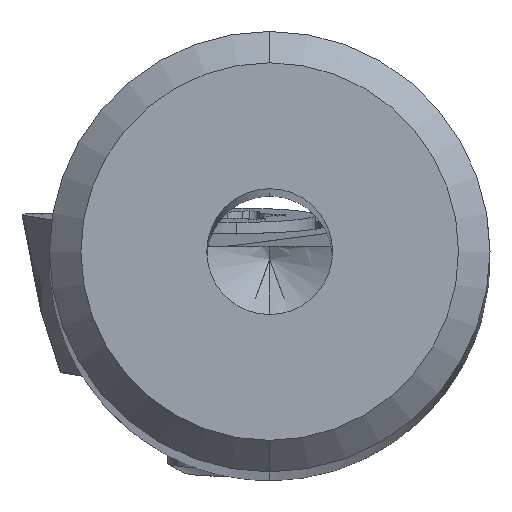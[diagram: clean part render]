
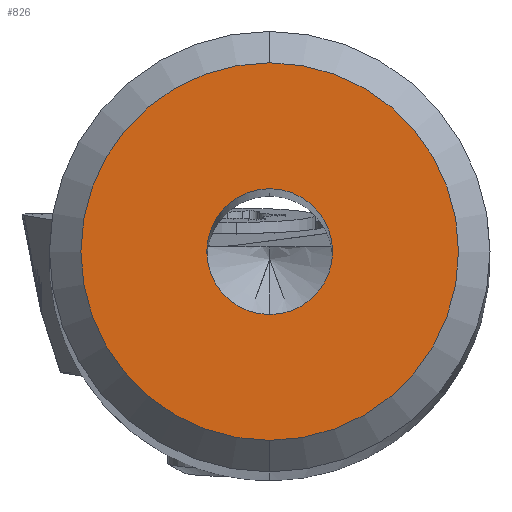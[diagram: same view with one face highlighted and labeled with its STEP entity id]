
A CAD part, top view. The second image highlights one B-rep face of the part: STEP entity #826.
In plain terms, the highlighted planar face has unit normal (0, 0, 1).
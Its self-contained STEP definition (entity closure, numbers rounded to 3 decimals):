
#646=EDGE_CURVE('NONE',#904,#1464,#1768,.T.);
#702=VERTEX_POINT('NONE',#1829);
#796=EDGE_CURVE('NONE',#1464,#904,#1932,.T.);
#826=ADVANCED_FACE('NONE',(#1964,#1965),#1966,.F.);
#904=VERTEX_POINT('NONE',#2051);
#1262=EDGE_CURVE('NONE',#702,#1292,#2451,.T.);
#1292=VERTEX_POINT('NONE',#2481);
#1464=VERTEX_POINT('NONE',#2673);
#1674=EDGE_CURVE('NONE',#1292,#702,#2905,.T.);
#1768=CIRCLE('',#3022,1.0);
#1829=CARTESIAN_POINT('',(0.,-3.,62.984));
#1932=CIRCLE('',#3254,1.0);
#1964=FACE_OUTER_BOUND('',#3307,.T.);
#1965=FACE_BOUND('',#3308,.T.);
#1966=PLANE('',#3309);
#2051=CARTESIAN_POINT('',(0.0,1.,62.984));
#2451=CIRCLE('',#4055,3.0);
#2481=CARTESIAN_POINT('',(0.0,3.0,62.984));
#2673=CARTESIAN_POINT('',(0.,-1.0,62.984));
#2905=CIRCLE('',#4771,3.0);
#3022=AXIS2_PLACEMENT_3D('',#4865,#4866,#4867);
#3254=AXIS2_PLACEMENT_3D('',#5056,#5057,#5058);
#3307=EDGE_LOOP('',(#5087,#5088));
#3308=EDGE_LOOP('',(#5089,#5090));
#3309=AXIS2_PLACEMENT_3D('',#5091,#5092,#5093);
#4055=AXIS2_PLACEMENT_3D('',#5704,#5705,#5706);
#4771=AXIS2_PLACEMENT_3D('',#6215,#6216,#6217);
#4865=CARTESIAN_POINT('',(0.0,0.,62.984));
#4866=DIRECTION('',(0.0,0.,-1.0));
#4867=DIRECTION('',(0.0,1.0,0.));
#5056=CARTESIAN_POINT('',(0.0,0.,62.984));
#5057=DIRECTION('',(0.0,0.,-1.0));
#5058=DIRECTION('',(0.0,1.0,0.));
#5087=ORIENTED_EDGE('',*,*,#1674,.T.);
#5088=ORIENTED_EDGE('',*,*,#1262,.T.);
#5089=ORIENTED_EDGE('',*,*,#646,.T.);
#5090=ORIENTED_EDGE('',*,*,#796,.T.);
#5091=CARTESIAN_POINT('',(3.5,0.,62.984));
#5092=DIRECTION('',(0.0,0.,-1.0));
#5093=DIRECTION('',(0.0,1.0,0.));
#5704=CARTESIAN_POINT('',(0.0,0.,62.984));
#5705=DIRECTION('',(0.0,0.,1.0));
#5706=DIRECTION('',(0.0,1.0,0.));
#6215=CARTESIAN_POINT('',(0.0,0.,62.984));
#6216=DIRECTION('',(0.0,0.,1.0));
#6217=DIRECTION('',(0.0,1.0,0.));
